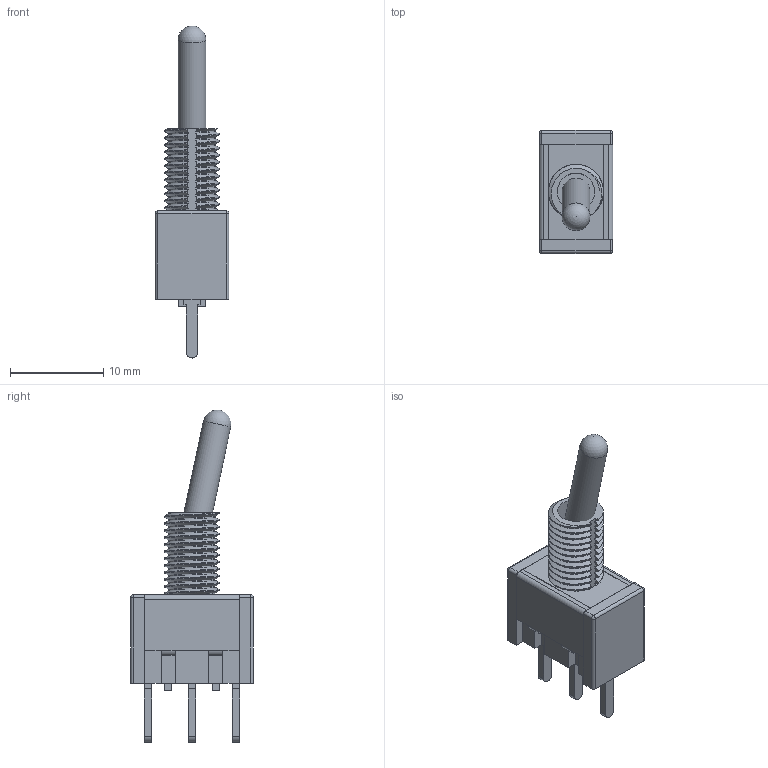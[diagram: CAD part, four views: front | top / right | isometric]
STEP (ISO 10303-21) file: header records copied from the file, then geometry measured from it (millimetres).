
FILE_DESCRIPTION(/* description */ (''),/* implementation_level */ '2;1');
FILE_NAME(/* name */ 'SPDT.step',/* time_stamp */ '2018-11-09T02:58:01+08:00',/* author */ (''),/* organization */ (''),/* preprocessor_version */ 'ST-DEVELOPER v17.2',/* originating_system */ 'Autodesk Translation Framework v7.6.0.251',/* authorisation */ '');
FILE_SCHEMA (('AUTOMOTIVE_DESIGN { 1 0 10303 214 3 1 1 }'));
Length unit declared in the file: millimetre
Products named in the file (6): SPDT; Switch; Body; Fixture; Pins; Arm
Assembly tree (5 placements, depth 3):
  SPDT
    Switch
      Body
      Fixture
      Pins
      Arm
Bounding box: 7.9 x 13.2 x 35.63 mm (x, y, z)
Volume: 1087.9 mm3; surface area: 1750.9 mm2
Topology: 9 solids, 9 shells, 222 faces, 588 edges, 385 vertices
Faces by surface type: plane 142, cylinder 49, bspline 26, sphere 5
Full cylindrical faces by diameter (mm): 3 x1, 4 x1
Entity records: 9001 total; most frequent: CARTESIAN_POINT 3640, ORIENTED_EDGE 1174, DIRECTION 901, EDGE_CURVE 587, VERTEX_POINT 385, LINE 383, VECTOR 383, AXIS2_PLACEMENT_3D 259
